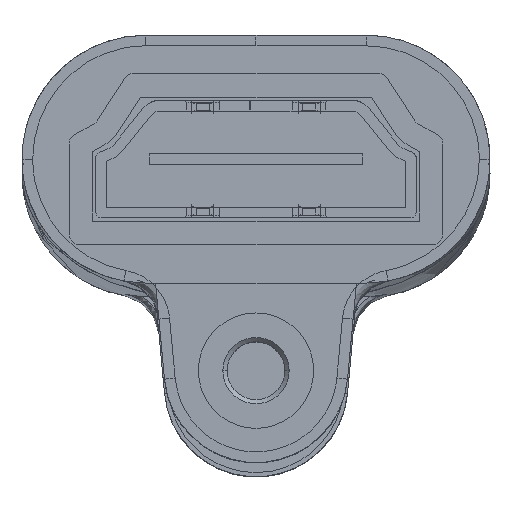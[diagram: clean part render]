
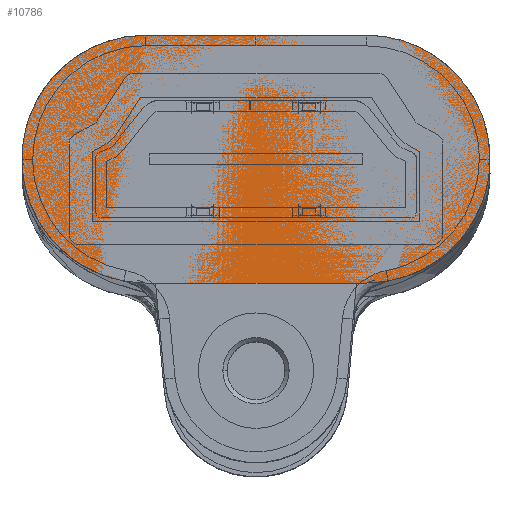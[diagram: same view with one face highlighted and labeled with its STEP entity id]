
A CAD part, top view. The second image highlights one B-rep face of the part: STEP entity #10786.
In plain terms, the highlighted planar face has unit normal (0, 0, 1).
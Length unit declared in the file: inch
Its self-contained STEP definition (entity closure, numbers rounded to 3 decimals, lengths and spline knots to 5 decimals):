
#482 = CARTESIAN_POINT ( 'NONE',  ( -0.5889, -0.22835, 0. ) ) ;
#500 = CARTESIAN_POINT ( 'NONE',  ( 0.4311, 0.01495, 0. ) ) ;
#1763 = EDGE_CURVE ( 'NONE', #13393, #3022, #39228, .T. ) ;
#1875 = LINE ( 'NONE', #30303, #9380 ) ;
#2236 = B_SPLINE_CURVE_WITH_KNOTS ( 'NONE', 3,
 ( #25847, #55102, #37867, #34246, #21660, #42874, #25015, #38699, #51184, #500, #37602 ),
 .UNSPECIFIED., .F., .F.,
 ( 4, 1, 1, 1, 1, 1, 1, 1, 4 ),
 ( 0., 0.00113, 0.00226, 0.00339, 0.00452, 0.00565, 0.00678, 0.00791, 0.00904 ),
 .UNSPECIFIED. ) ;
#2275 = CARTESIAN_POINT ( 'NONE',  ( 0.37255, -0.15462, 0. ) ) ;
#2316 = VERTEX_POINT ( 'NONE', #33252 ) ;
#3022 = VERTEX_POINT ( 'NONE', #38553 ) ;
#3118 = LINE ( 'NONE', #54616, #39069 ) ;
#4235 = CARTESIAN_POINT ( 'NONE',  ( -0.41632, -0.08431, 0. ) ) ;
#4519 = CARTESIAN_POINT ( 'NONE',  ( -0.30207, -0.20739, 0. ) ) ;
#6067 = DIRECTION ( 'NONE',  ( -1., 0., 0. ) ) ;
#6802 = ORIENTED_EDGE ( 'NONE', *, *, #1763, .T. ) ;
#7047 = CARTESIAN_POINT ( 'NONE',  ( 0.4311, 0., 0. ) ) ;
#7162 = CARTESIAN_POINT ( 'NONE',  ( -0.25626, 0.2239, 0. ) ) ;
#8439 = CARTESIAN_POINT ( 'NONE',  ( -0.4311, 0., 0. ) ) ;
#8844 = DIRECTION ( 'NONE',  ( 1., 0., 0. ) ) ;
#9380 = VECTOR ( 'NONE', #6067, 39.37008 ) ;
#10786 = ADVANCED_FACE ( 'NONE', ( #29407 ), #46965, .T. ) ;
#10882 = CARTESIAN_POINT ( 'NONE',  ( -0.20276, 0.22835, 0. ) ) ;
#11033 = CARTESIAN_POINT ( 'NONE',  ( -0.4311, 0., 0. ) ) ;
#12865 = B_SPLINE_CURVE_WITH_KNOTS ( 'NONE', 3,
 ( #19084, #31907, #7162, #24360, #24082, #19898, #49172, #36944, #48903, #27709, #11033 ),
 .UNSPECIFIED., .F., .F.,
 ( 4, 1, 1, 1, 1, 1, 1, 1, 4 ),
 ( 0., 0.00113, 0.00226, 0.00339, 0.00452, 0.00565, 0.00678, 0.00791, 0.00904 ),
 .UNSPECIFIED. ) ;
#13393 = VERTEX_POINT ( 'NONE', #32280 ) ;
#13841 = CARTESIAN_POINT ( 'NONE',  ( 0.20276, 0.22835, 0. ) ) ;
#15048 = CARTESIAN_POINT ( 'NONE',  ( 0.25626, -0.2239, 0. ) ) ;
#15325 = CARTESIAN_POINT ( 'NONE',  ( 0.34077, -0.18368, 0. ) ) ;
#15390 = CARTESIAN_POINT ( 'NONE',  ( -0.4311, 0., 0. ) ) ;
#16584 = DIRECTION ( 'NONE',  ( 0., 0., 1. ) ) ;
#19084 = CARTESIAN_POINT ( 'NONE',  ( -0.20276, 0.22835, 0. ) ) ;
#19898 = CARTESIAN_POINT ( 'NONE',  ( -0.37255, 0.15462, 0. ) ) ;
#20773 = CARTESIAN_POINT ( 'NONE',  ( -0.5889, -0.33465, 0. ) ) ;
#20915 = CARTESIAN_POINT ( 'NONE',  ( -0.4311, -0.01495, 0. ) ) ;
#21190 = CARTESIAN_POINT ( 'NONE',  ( -0.25626, -0.2239, 0. ) ) ;
#21315 = CARTESIAN_POINT ( 'NONE',  ( -0.5889, -0.22835, 0. ) ) ;
#21660 = CARTESIAN_POINT ( 'NONE',  ( 0.34077, 0.18368, 0. ) ) ;
#22036 = EDGE_LOOP ( 'NONE', ( #25666, #24010, #26328, #48762, #24057, #6802, #37294, #23053 ) ) ;
#23053 = ORIENTED_EDGE ( 'NONE', *, *, #38247, .F. ) ;
#24010 = ORIENTED_EDGE ( 'NONE', *, *, #42019, .T. ) ;
#24057 = ORIENTED_EDGE ( 'NONE', *, *, #29074, .T. ) ;
#24082 = CARTESIAN_POINT ( 'NONE',  ( -0.34077, 0.18368, 0. ) ) ;
#24360 = CARTESIAN_POINT ( 'NONE',  ( -0.30207, 0.20739, 0. ) ) ;
#25015 = CARTESIAN_POINT ( 'NONE',  ( 0.39769, 0.1213, 0. ) ) ;
#25533 = VERTEX_POINT ( 'NONE', #53639 ) ;
#25666 = ORIENTED_EDGE ( 'NONE', *, *, #47091, .F. ) ;
#25816 = VERTEX_POINT ( 'NONE', #15390 ) ;
#25847 = CARTESIAN_POINT ( 'NONE',  ( 0.20276, 0.22835, 0. ) ) ;
#26035 = LINE ( 'NONE', #21315, #33092 ) ;
#26237 = EDGE_CURVE ( 'NONE', #34407, #25816, #12865, .T. ) ;
#26328 = ORIENTED_EDGE ( 'NONE', *, *, #26237, .T. ) ;
#27709 = CARTESIAN_POINT ( 'NONE',  ( -0.4311, 0.01495, 0. ) ) ;
#28116 = VECTOR ( 'NONE', #33952, 39.37008 ) ;
#28153 = CARTESIAN_POINT ( 'NONE',  ( 0.4311, -0.01495, 0. ) ) ;
#28692 = DIRECTION ( 'NONE',  ( 1., 0., 0. ) ) ;
#28706 = CARTESIAN_POINT ( 'NONE',  ( -0.37255, -0.15462, 0. ) ) ;
#29074 = EDGE_CURVE ( 'NONE', #25533, #13393, #26035, .T. ) ;
#29260 = CARTESIAN_POINT ( 'NONE',  ( -0.42818, -0.04395, 0. ) ) ;
#29407 = FACE_OUTER_BOUND ( 'NONE', #22036, .T. ) ;
#30303 = CARTESIAN_POINT ( 'NONE',  ( -0.5889, 0.22835, 0. ) ) ;
#31892 = B_SPLINE_CURVE_WITH_KNOTS ( 'NONE', 3,
 ( #8439, #20915, #29260, #4235, #38502, #28706, #54624, #4519, #21190, #41583, #34047 ),
 .UNSPECIFIED., .F., .F.,
 ( 4, 1, 1, 1, 1, 1, 1, 1, 4 ),
 ( 0., 0.00113, 0.00226, 0.00339, 0.00452, 0.00565, 0.00678, 0.00791, 0.00904 ),
 .UNSPECIFIED. ) ;
#31907 = CARTESIAN_POINT ( 'NONE',  ( -0.22118, 0.22835, 0. ) ) ;
#32280 = CARTESIAN_POINT ( 'NONE',  ( 0., -0.22835, 0. ) ) ;
#32358 = CARTESIAN_POINT ( 'NONE',  ( 0.39769, -0.1213, 0. ) ) ;
#33092 = VECTOR ( 'NONE', #42247, 39.37008 ) ;
#33252 = CARTESIAN_POINT ( 'NONE',  ( 0.4311, 0., 0. ) ) ;
#33952 = DIRECTION ( 'NONE',  ( 1., 0., 0. ) ) ;
#34047 = CARTESIAN_POINT ( 'NONE',  ( -0.20276, -0.22835, 0. ) ) ;
#34246 = CARTESIAN_POINT ( 'NONE',  ( 0.30207, 0.20739, 0. ) ) ;
#34407 = VERTEX_POINT ( 'NONE', #10882 ) ;
#34440 = AXIS2_PLACEMENT_3D ( 'NONE', #20773, #16584, #8844 ) ;
#36560 = CARTESIAN_POINT ( 'NONE',  ( 0.20276, -0.22835, 0. ) ) ;
#36944 = CARTESIAN_POINT ( 'NONE',  ( -0.41632, 0.08431, 0. ) ) ;
#37294 = ORIENTED_EDGE ( 'NONE', *, *, #46948, .T. ) ;
#37602 = CARTESIAN_POINT ( 'NONE',  ( 0.4311, 0., 0. ) ) ;
#37867 = CARTESIAN_POINT ( 'NONE',  ( 0.25626, 0.2239, 0. ) ) ;
#38247 = EDGE_CURVE ( 'NONE', #50817, #2316, #2236, .T. ) ;
#38502 = CARTESIAN_POINT ( 'NONE',  ( -0.39769, -0.1213, 0. ) ) ;
#38553 = CARTESIAN_POINT ( 'NONE',  ( 0.20276, -0.22835, 0. ) ) ;
#38699 = CARTESIAN_POINT ( 'NONE',  ( 0.41632, 0.08431, 0. ) ) ;
#39069 = VECTOR ( 'NONE', #28692, 39.37008 ) ;
#39228 = LINE ( 'NONE', #482, #28116 ) ;
#40186 = CARTESIAN_POINT ( 'NONE',  ( 0.41632, -0.08431, 0. ) ) ;
#40469 = CARTESIAN_POINT ( 'NONE',  ( 0.22118, -0.22835, 0. ) ) ;
#41583 = CARTESIAN_POINT ( 'NONE',  ( -0.22118, -0.22835, 0. ) ) ;
#42019 = EDGE_CURVE ( 'NONE', #46043, #34407, #1875, .T. ) ;
#42247 = DIRECTION ( 'NONE',  ( 1., 0., 0. ) ) ;
#42874 = CARTESIAN_POINT ( 'NONE',  ( 0.37255, 0.15462, 0. ) ) ;
#46012 = CARTESIAN_POINT ( 'NONE',  ( 0., 0.22835, 0. ) ) ;
#46043 = VERTEX_POINT ( 'NONE', #46012 ) ;
#46948 = EDGE_CURVE ( 'NONE', #3022, #2316, #48820, .T. ) ;
#46965 = PLANE ( 'NONE',  #34440 ) ;
#47091 = EDGE_CURVE ( 'NONE', #46043, #50817, #3118, .T. ) ;
#48249 = CARTESIAN_POINT ( 'NONE',  ( 0.42818, -0.04395, 0. ) ) ;
#48762 = ORIENTED_EDGE ( 'NONE', *, *, #52221, .T. ) ;
#48820 = B_SPLINE_CURVE_WITH_KNOTS ( 'NONE', 3,
 ( #36560, #40469, #15048, #53505, #15325, #2275, #32358, #40186, #48249, #28153, #7047 ),
 .UNSPECIFIED., .F., .F.,
 ( 4, 1, 1, 1, 1, 1, 1, 1, 4 ),
 ( 0., 0.00113, 0.00226, 0.00339, 0.00452, 0.00565, 0.00678, 0.00791, 0.00904 ),
 .UNSPECIFIED. ) ;
#48903 = CARTESIAN_POINT ( 'NONE',  ( -0.42818, 0.04395, 0. ) ) ;
#49172 = CARTESIAN_POINT ( 'NONE',  ( -0.39769, 0.1213, 0. ) ) ;
#50817 = VERTEX_POINT ( 'NONE', #13841 ) ;
#51184 = CARTESIAN_POINT ( 'NONE',  ( 0.42818, 0.04395, 0. ) ) ;
#52221 = EDGE_CURVE ( 'NONE', #25816, #25533, #31892, .T. ) ;
#53505 = CARTESIAN_POINT ( 'NONE',  ( 0.30207, -0.20739, 0. ) ) ;
#53639 = CARTESIAN_POINT ( 'NONE',  ( -0.20276, -0.22835, 0. ) ) ;
#54616 = CARTESIAN_POINT ( 'NONE',  ( 0.10997, 0.22835, 0. ) ) ;
#54624 = CARTESIAN_POINT ( 'NONE',  ( -0.34077, -0.18368, 0. ) ) ;
#55102 = CARTESIAN_POINT ( 'NONE',  ( 0.22118, 0.22835, 0. ) ) ;
